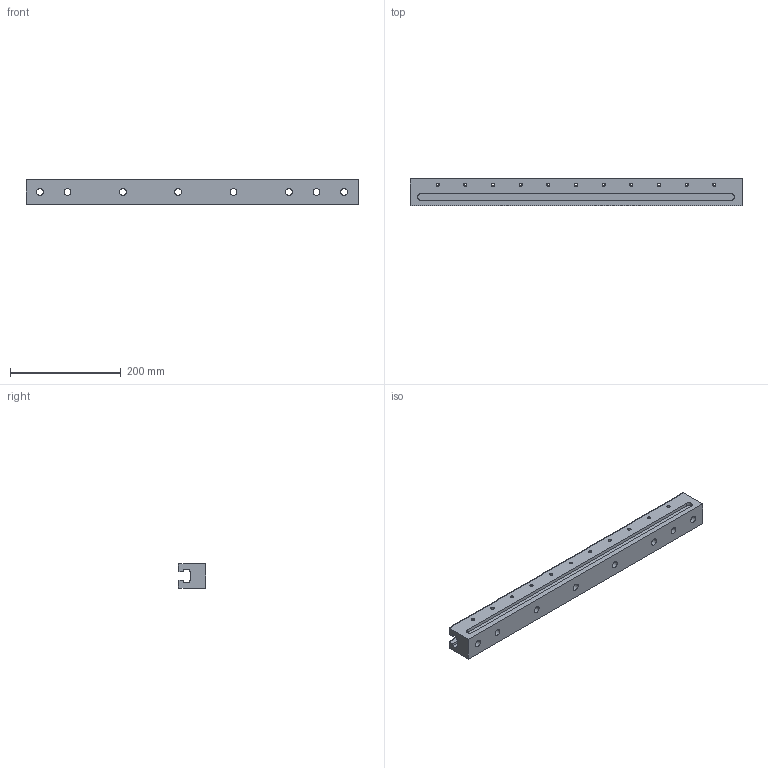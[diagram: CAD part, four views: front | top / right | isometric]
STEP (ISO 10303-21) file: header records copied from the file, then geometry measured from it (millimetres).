
FILE_DESCRIPTION(('STEP AP214'),'1');
FILE_NAME('HALDERV_EH_1585_600.stp','2017-08-30T11:17:36',('TraceParts'),('TraceParts S.A.'),'Spatial InterOp 3D',' ',' ');
FILE_SCHEMA(('automotive_design'));
Length unit declared in the file: millimetre
Products named in the file (1): HALDERV_EH_1585_600
Bounding box: 600 x 50 x 44 mm (x, y, z)
Volume: 894069.9 mm3; surface area: 184749.8 mm2
Topology: 1 solids, 1 shells, 1196 faces, 3598 edges, 2384 vertices
Faces by surface type: plane 1052, cylinder 100, cone 44
Entity records: 49658 total; most frequent: ORIENTED_EDGE 7196, CARTESIAN_POINT 7179, DIRECTION 6456, EDGE_CURVE 3598, LINE 3134, VECTOR 3134, VERTEX_POINT 2384, AXIS2_PLACEMENT_3D 1661
